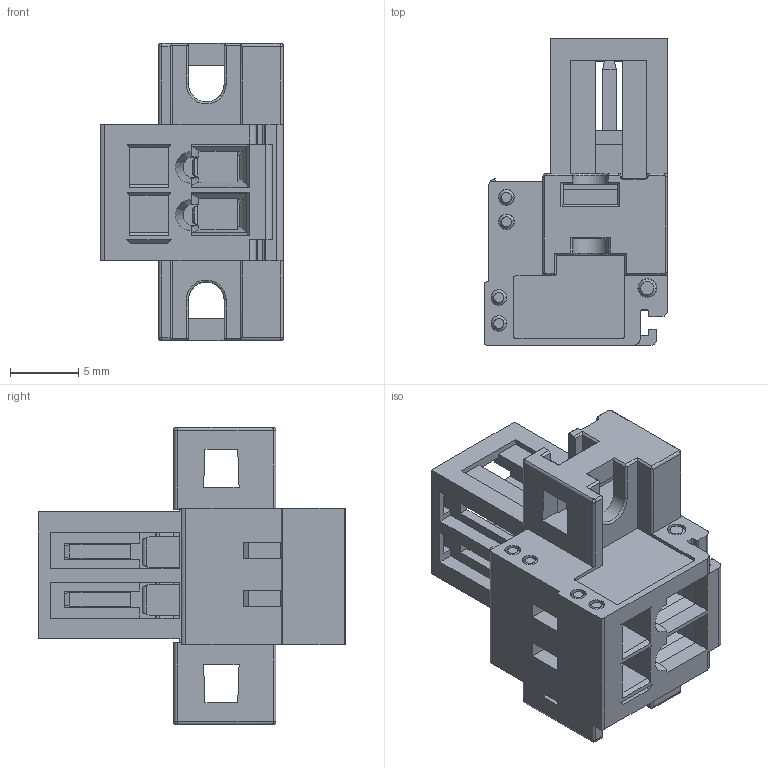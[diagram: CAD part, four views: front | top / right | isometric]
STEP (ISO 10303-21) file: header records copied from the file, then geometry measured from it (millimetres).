
FILE_DESCRIPTION((''),'2;1');
FILE_NAME('8EDGKRM-3_5-03P-11-01AH','2019-09-11T',('Administrator'),(''),'PRO/ENGINEER BY PARAMETRIC TECHNOLOGY CORPORATION, 2010280','PRO/ENGINEER BY PARAMETRIC TECHNOLOGY CORPORATION, 2010280','');
FILE_SCHEMA(('CONFIG_CONTROL_DESIGN'));
Length unit declared in the file: millimetre
Products named in the file (1): 8EDGKRM-3_5-03P-11-01AH
Bounding box: 13.4 x 22.5 x 21.8 mm (x, y, z)
Volume: 2145.8 mm3; surface area: 3223.3 mm2
Topology: 1 solids, 32 shells, 1110 faces, 3130 edges, 2048 vertices
Faces by surface type: plane 583, cylinder 297, cone 198, bspline 14, torus 8, extrusion 8, sphere 2
Entity records: 37021 total; most frequent: CARTESIAN_POINT 7608, ORIENTED_EDGE 6256, DIRECTION 6130, EDGE_CURVE 3128, AXIS2_PLACEMENT_3D 2049, VERTEX_POINT 2048, VECTOR 2032, LINE 2024
